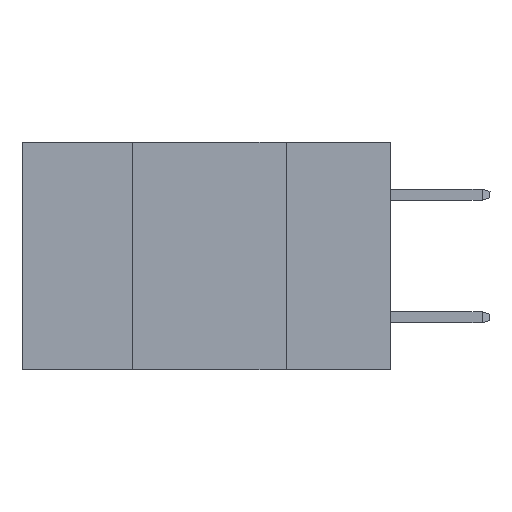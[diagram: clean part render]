
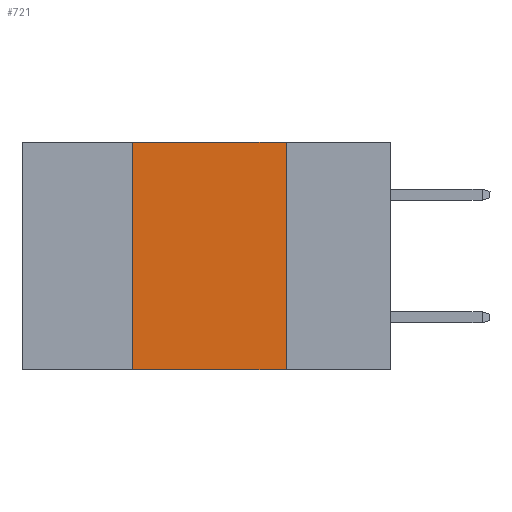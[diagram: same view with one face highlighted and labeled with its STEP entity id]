
A CAD part, left-side view. The second image highlights one B-rep face of the part: STEP entity #721.
In plain terms, the highlighted planar face has unit normal (-1, 0, 0).
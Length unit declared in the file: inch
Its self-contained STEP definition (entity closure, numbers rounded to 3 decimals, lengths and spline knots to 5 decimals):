
#315 = LINE ( 'NONE', #5029, #8367 ) ;
#594 = CARTESIAN_POINT ( 'NONE',  ( 0., 0.6, 0. ) ) ;
#703 = VERTEX_POINT ( 'NONE', #6527 ) ;
#721 = ADVANCED_FACE ( 'NONE', ( #4430 ), #2630, .F. ) ;
#1874 = AXIS2_PLACEMENT_3D ( 'NONE', #594, #9196, #3840 ) ;
#2356 = VERTEX_POINT ( 'NONE', #8131 ) ;
#2614 = EDGE_LOOP ( 'NONE', ( #4863, #8728, #9470, #6577 ) ) ;
#2630 = PLANE ( 'NONE',  #1874 ) ;
#2662 = VERTEX_POINT ( 'NONE', #6051 ) ;
#2734 = VECTOR ( 'NONE', #8592, 39.37008 ) ;
#2845 = EDGE_CURVE ( 'NONE', #6620, #703, #315, .T. ) ;
#3151 = DIRECTION ( 'NONE',  ( 0., 0., 1. ) ) ;
#3537 = CARTESIAN_POINT ( 'NONE',  ( 0., 0.6, -0.37 ) ) ;
#3732 = CARTESIAN_POINT ( 'NONE',  ( 0., 0.42, 0. ) ) ;
#3840 = DIRECTION ( 'NONE',  ( 0., 0., -1. ) ) ;
#4008 = VECTOR ( 'NONE', #3151, 39.37008 ) ;
#4221 = EDGE_CURVE ( 'NONE', #2662, #2356, #8732, .T. ) ;
#4430 = FACE_OUTER_BOUND ( 'NONE', #2614, .T. ) ;
#4718 = DIRECTION ( 'NONE',  ( 0., 0., -1. ) ) ;
#4728 = CARTESIAN_POINT ( 'NONE',  ( 0., 0.42, 0. ) ) ;
#4779 = DIRECTION ( 'NONE',  ( 0., -1., 0. ) ) ;
#4863 = ORIENTED_EDGE ( 'NONE', *, *, #5181, .F. ) ;
#5029 = CARTESIAN_POINT ( 'NONE',  ( 0., 0.6, 0. ) ) ;
#5181 = EDGE_CURVE ( 'NONE', #703, #2356, #7923, .T. ) ;
#6051 = CARTESIAN_POINT ( 'NONE',  ( 0., 0.42, -0.37 ) ) ;
#6063 = LINE ( 'NONE', #4728, #4008 ) ;
#6343 = VECTOR ( 'NONE', #4718, 39.37008 ) ;
#6527 = CARTESIAN_POINT ( 'NONE',  ( 0., 0.17, 0. ) ) ;
#6577 = ORIENTED_EDGE ( 'NONE', *, *, #4221, .T. ) ;
#6620 = VERTEX_POINT ( 'NONE', #3732 ) ;
#7923 = LINE ( 'NONE', #8853, #6343 ) ;
#8131 = CARTESIAN_POINT ( 'NONE',  ( 0., 0.17, -0.37 ) ) ;
#8367 = VECTOR ( 'NONE', #4779, 39.37008 ) ;
#8592 = DIRECTION ( 'NONE',  ( 0., -1., 0. ) ) ;
#8728 = ORIENTED_EDGE ( 'NONE', *, *, #2845, .F. ) ;
#8732 = LINE ( 'NONE', #3537, #2734 ) ;
#8821 = EDGE_CURVE ( 'NONE', #2662, #6620, #6063, .T. ) ;
#8853 = CARTESIAN_POINT ( 'NONE',  ( 0., 0.17, 0. ) ) ;
#9196 = DIRECTION ( 'NONE',  ( 1., 0., 0. ) ) ;
#9470 = ORIENTED_EDGE ( 'NONE', *, *, #8821, .F. ) ;
